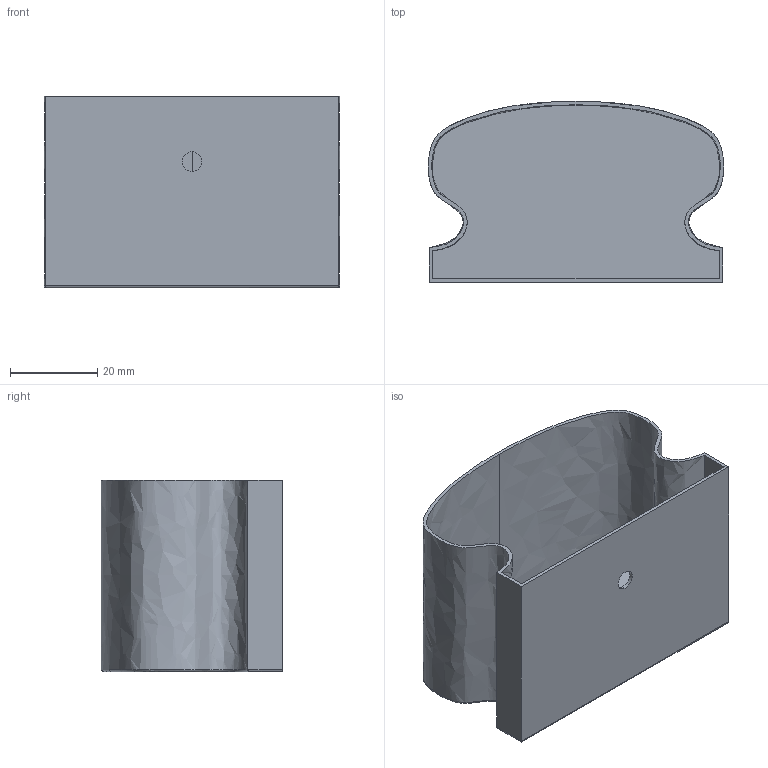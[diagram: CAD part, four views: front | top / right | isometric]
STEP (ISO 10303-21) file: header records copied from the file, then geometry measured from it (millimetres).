
FILE_DESCRIPTION (( 'STEP AP214' ), '1' );
FILE_NAME ('àðò. KRT610.STEP', '2014-06-10T11:56:41', ( '' ), ( '' ), 'SwSTEP 2.0', 'SolidWorks 2014', '' );
FILE_SCHEMA (( 'AUTOMOTIVE_DESIGN' ));
Length unit declared in the file: millimetre
Products named in the file (1): àðò. KRT610
Bounding box: 67.85 x 41.6 x 44 mm (x, y, z)
Volume: 10363.1 mm3; surface area: 23770.8 mm2
Topology: 1 solids, 1 shells, 20 faces, 46 edges, 29 vertices
Faces by surface type: plane 9, bspline 6, cylinder 5
Entity records: 2137 total; most frequent: CARTESIAN_POINT 1693, ORIENTED_EDGE 92, DIRECTION 65, EDGE_CURVE 46, VERTEX_POINT 29, VECTOR 27, LINE 27, EDGE_LOOP 23
